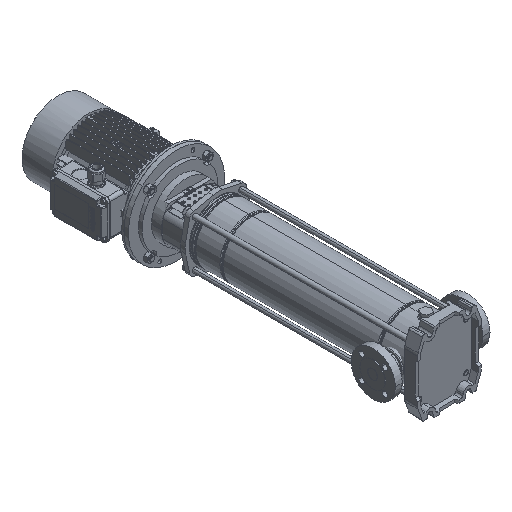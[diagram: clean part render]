
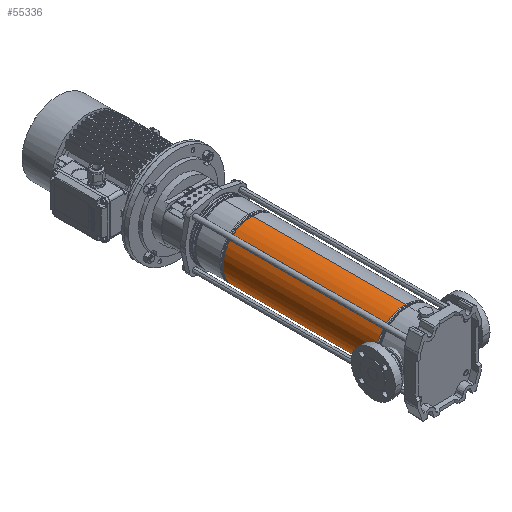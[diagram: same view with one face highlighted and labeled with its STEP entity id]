
A CAD part, isometric view. The second image highlights one B-rep face of the part: STEP entity #55336.
In plain terms, the highlighted cylindrical face has radius 74.9 mm (diameter 149.8 mm), a partial arc.
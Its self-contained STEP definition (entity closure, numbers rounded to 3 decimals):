
#1617 = CARTESIAN_POINT ( 'NONE',  ( 74.9, 0., 485.221 ) ) ;
#1927 = DIRECTION ( 'NONE',  ( 0., 0., -1. ) ) ;
#2891 = ORIENTED_EDGE ( 'NONE', *, *, #53407, .T. ) ;
#4291 = ORIENTED_EDGE ( 'NONE', *, *, #9349, .T. ) ;
#5319 = CARTESIAN_POINT ( 'NONE',  ( -74.9, 0., 87.279 ) ) ;
#5838 = VERTEX_POINT ( 'NONE', #61333 ) ;
#8019 = LINE ( 'NONE', #54422, #43464 ) ;
#9349 = EDGE_CURVE ( 'NONE', #40337, #19252, #8019, .T. ) ;
#11217 = DIRECTION ( 'NONE',  ( 0., 0., 1. ) ) ;
#14345 = LINE ( 'NONE', #70812, #71488 ) ;
#19252 = VERTEX_POINT ( 'NONE', #70090 ) ;
#29631 = AXIS2_PLACEMENT_3D ( 'NONE', #69909, #1927, #58720 ) ;
#30703 = DIRECTION ( 'NONE',  ( 0., 0., -1. ) ) ;
#35373 = AXIS2_PLACEMENT_3D ( 'NONE', #62459, #11217, #67319 ) ;
#36275 = DIRECTION ( 'NONE',  ( 0., 0., -1. ) ) ;
#38279 = DIRECTION ( 'NONE',  ( -1., 0., 0. ) ) ;
#40337 = VERTEX_POINT ( 'NONE', #1617 ) ;
#43464 = VECTOR ( 'NONE', #30703, 1000. ) ;
#43846 = CYLINDRICAL_SURFACE ( 'NONE', #48762, 74.9 ) ;
#45147 = EDGE_CURVE ( 'NONE', #5838, #66235, #14345, .T. ) ;
#48386 = CIRCLE ( 'NONE', #35373, 74.9 ) ;
#48762 = AXIS2_PLACEMENT_3D ( 'NONE', #49395, #61279, #38279 ) ;
#49395 = CARTESIAN_POINT ( 'NONE',  ( 0., 0., 0. ) ) ;
#49766 = FACE_OUTER_BOUND ( 'NONE', #72683, .T. ) ;
#49771 = CIRCLE ( 'NONE', #29631, 74.9 ) ;
#53407 = EDGE_CURVE ( 'NONE', #5838, #40337, #49771, .T. ) ;
#54422 = CARTESIAN_POINT ( 'NONE',  ( 74.9, 0., 0. ) ) ;
#55336 = ADVANCED_FACE ( 'NONE', ( #49766 ), #43846, .T. ) ;
#57010 = ORIENTED_EDGE ( 'NONE', *, *, #45147, .F. ) ;
#58720 = DIRECTION ( 'NONE',  ( 1., 0., 0. ) ) ;
#61279 = DIRECTION ( 'NONE',  ( 0., 0., -1. ) ) ;
#61333 = CARTESIAN_POINT ( 'NONE',  ( -74.9, 0., 485.221 ) ) ;
#62459 = CARTESIAN_POINT ( 'NONE',  ( 0., 0., 87.279 ) ) ;
#64299 = EDGE_CURVE ( 'NONE', #19252, #66235, #48386, .T. ) ;
#66235 = VERTEX_POINT ( 'NONE', #5319 ) ;
#67319 = DIRECTION ( 'NONE',  ( 1., 0., 0. ) ) ;
#69909 = CARTESIAN_POINT ( 'NONE',  ( 0., 0., 485.221 ) ) ;
#70090 = CARTESIAN_POINT ( 'NONE',  ( 74.9, 0., 87.279 ) ) ;
#70812 = CARTESIAN_POINT ( 'NONE',  ( -74.9, 0., 0. ) ) ;
#71488 = VECTOR ( 'NONE', #36275, 1000. ) ;
#72379 = ORIENTED_EDGE ( 'NONE', *, *, #64299, .T. ) ;
#72683 = EDGE_LOOP ( 'NONE', ( #2891, #4291, #72379, #57010 ) ) ;
